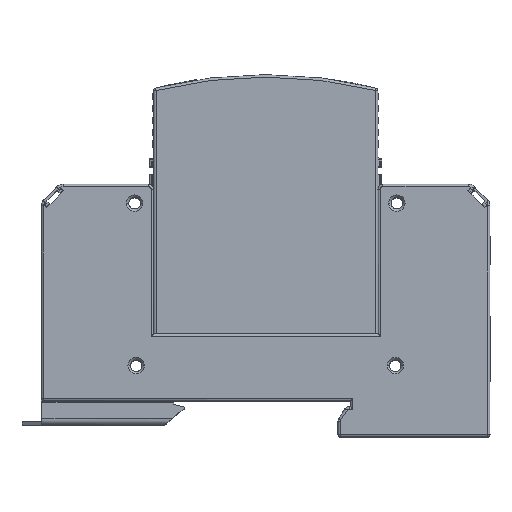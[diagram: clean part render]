
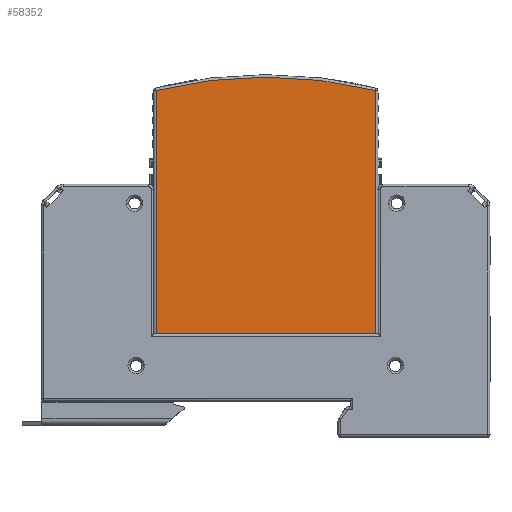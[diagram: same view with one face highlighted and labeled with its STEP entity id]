
A CAD part, top view. The second image highlights one B-rep face of the part: STEP entity #58352.
In plain terms, the highlighted face is planar.
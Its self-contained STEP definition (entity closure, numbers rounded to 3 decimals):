
#55265=CARTESIAN_POINT('',(0.,-8.9,-39.802));
#55266=DIRECTION('',(0.,1.,0.));
#55267=DIRECTION('',(-0.241,0.,0.971));
#55268=AXIS2_PLACEMENT_3D('',#55265,#55266,#55267);
#55313=DIRECTION('',(0.,0.,-1.));
#55314=VECTOR('',#55313,48.81);
#55315=CARTESIAN_POINT('',(-22.,-8.9,48.81));
#55316=LINE('',#55315,#55314);
#55382=DIRECTION('',(1.,0.,0.));
#55383=VECTOR('',#55382,44.);
#55384=CARTESIAN_POINT('',(-22.,-8.9,0.));
#55385=LINE('',#55384,#55383);
#55737=DIRECTION('',(0.,0.,1.));
#55738=VECTOR('',#55737,48.81);
#55739=CARTESIAN_POINT('',(22.,-8.9,0.));
#55740=LINE('',#55739,#55738);
#57923=CARTESIAN_POINT('',(-22.,-8.9,48.81));
#57924=CARTESIAN_POINT('',(22.,-8.9,48.81));
#57925=VERTEX_POINT('',#57923);
#57926=VERTEX_POINT('',#57924);
#57927=CARTESIAN_POINT('',(22.,-8.9,0.));
#57928=VERTEX_POINT('',#57927);
#57929=CARTESIAN_POINT('',(-22.,-8.9,0.));
#57930=VERTEX_POINT('',#57929);
#58337=CARTESIAN_POINT('',(0.,-8.9,0.));
#58338=DIRECTION('',(0.,1.,0.));
#58339=DIRECTION('',(-1.,0.,0.));
#58340=AXIS2_PLACEMENT_3D('',#58337,#58338,#58339);
#58341=PLANE('',#58340);
#58343=ORIENTED_EDGE('',*,*,#58342,.T.);
#58345=ORIENTED_EDGE('',*,*,#58344,.F.);
#58347=ORIENTED_EDGE('',*,*,#58346,.F.);
#58349=ORIENTED_EDGE('',*,*,#58348,.F.);
#58350=EDGE_LOOP('',(#58343,#58345,#58347,#58349));
#58351=FACE_OUTER_BOUND('',#58350,.F.);
#55269=CIRCLE('',#55268,91.302);
#58342=EDGE_CURVE('',#57925,#57926,#55269,.T.);
#58344=EDGE_CURVE('',#57928,#57926,#55740,.T.);
#58346=EDGE_CURVE('',#57930,#57928,#55385,.T.);
#58348=EDGE_CURVE('',#57925,#57930,#55316,.T.);
#58352=ADVANCED_FACE('',(#58351),#58341,.F.);
